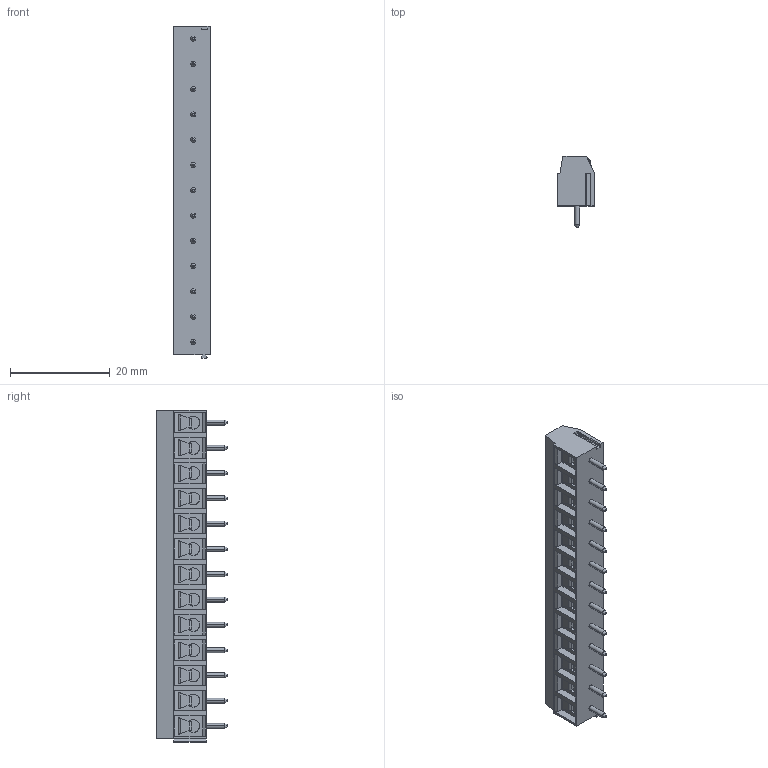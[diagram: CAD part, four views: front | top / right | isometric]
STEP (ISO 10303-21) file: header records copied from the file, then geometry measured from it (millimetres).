
FILE_DESCRIPTION((''),'2;1');
FILE_NAME('TL301R-XXP-XS','2024-12-11T',('yanfa'),(''),'PRO/ENGINEER BY PARAMETRIC TECHNOLOGY CORPORATION, 2009280','PRO/ENGINEER BY PARAMETRIC TECHNOLOGY CORPORATION, 2009280','');
FILE_SCHEMA(('AUTOMOTIVE_DESIGN_CC2 { 1 2 10303 214 -1 1 5 2 }'));
Length unit declared in the file: millimetre
Products named in the file (1): TL301R-XXP-XS
Bounding box: 7.5 x 14.3 x 66.72 mm (x, y, z)
Volume: 3801.8 mm3; surface area: 4059.8 mm2
Topology: 1 solids, 1 shells, 810 faces, 2076 edges, 1320 vertices
Faces by surface type: plane 428, cylinder 254, cone 78, torus 26, sphere 24
Entity records: 25464 total; most frequent: CARTESIAN_POINT 5632, DIRECTION 4138, ORIENTED_EDGE 4104, EDGE_CURVE 2052, AXIS2_PLACEMENT_3D 1444, VERTEX_POINT 1320, VECTOR 1250, LINE 1250
